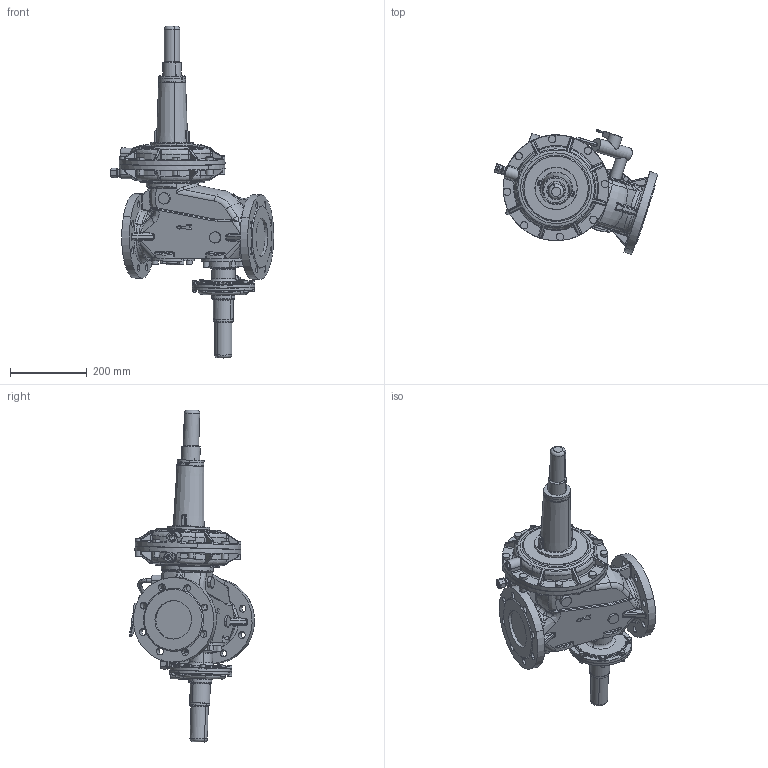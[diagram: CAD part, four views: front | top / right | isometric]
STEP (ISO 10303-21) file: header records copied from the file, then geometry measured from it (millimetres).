
FILE_DESCRIPTION(('CATIA V5 STEP'),'2;1');
FILE_NAME('RS 250 DN 100-275-HDS.stp','2014-03-28T13:58:15+00:00',('none'),('none'),'CATIA Version 5 Release 19 SP 9 (IN-10)','CATIA V5 STEP AP203 Edition 2','none');
FILE_SCHEMA(('AP203_CONFIGURATION_CONTROLLED_3D_DESIGN_OF_MECHANICAL_PARTS_AND_ASSEMBLIES_MIM_LF { 1 0 10303 403 2 1 2}'));
Products named in the file (5): Product1; Product1_AllCATPart; Produkt1; 8630H1; 8630H
Assembly tree (4 placements, depth 3):
  Product1
    Product1_AllCATPart
    Produkt1
      8630H1
      8630H
Bounding box: 424.76 x 325.05 x 862.73 mm (x, y, z)
Volume: 14454173.3 mm3; surface area: 774350.6 mm2
Topology: 3 solids, 11 shells, 1888 faces, 4643 edges, 2732 vertices
Faces by surface type: cylinder 675, torus 432, plane 323, bspline 298, cone 86, sphere 67, extrusion 4, revolution 3
Entity records: 80734 total; most frequent: CARTESIAN_POINT 42207, ORIENTED_EDGE 9074, DIRECTION 5680, EDGE_CURVE 4537, AXIS2_PLACEMENT_3D 3319, VERTEX_POINT 2732, CIRCLE 2060, EDGE_LOOP 1989
